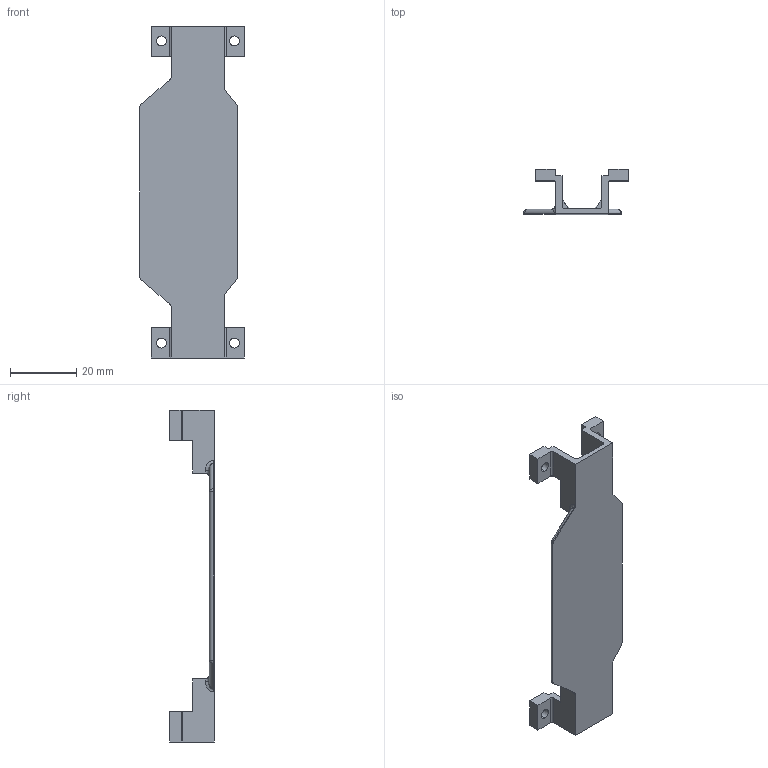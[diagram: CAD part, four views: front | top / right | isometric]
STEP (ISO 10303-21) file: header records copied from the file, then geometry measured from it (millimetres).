
FILE_DESCRIPTION (( 'STEP AP203' ), '1' );
FILE_NAME ('batteryholder19_11.STEP', '2025-11-19T11:09:20', ( '' ), ( '' ), 'SwSTEP 2.0', 'SolidWorks 2025', '' );
FILE_SCHEMA (( 'CONFIG_CONTROL_DESIGN' ));
Length unit declared in the file: millimetre
Products named in the file (1): batteryholder19_11
Bounding box: 31.59 x 13.4 x 100 mm (x, y, z)
Volume: 5480.3 mm3; surface area: 7109.8 mm2
Topology: 1 solids, 1 shells, 102 faces, 286 edges, 182 vertices
Faces by surface type: plane 54, cylinder 42, sphere 4, bspline 2
Entity records: 3413 total; most frequent: CARTESIAN_POINT 693, ORIENTED_EDGE 564, DIRECTION 544, EDGE_CURVE 282, LINE 198, VECTOR 198, VERTEX_POINT 182, AXIS2_PLACEMENT_3D 173
